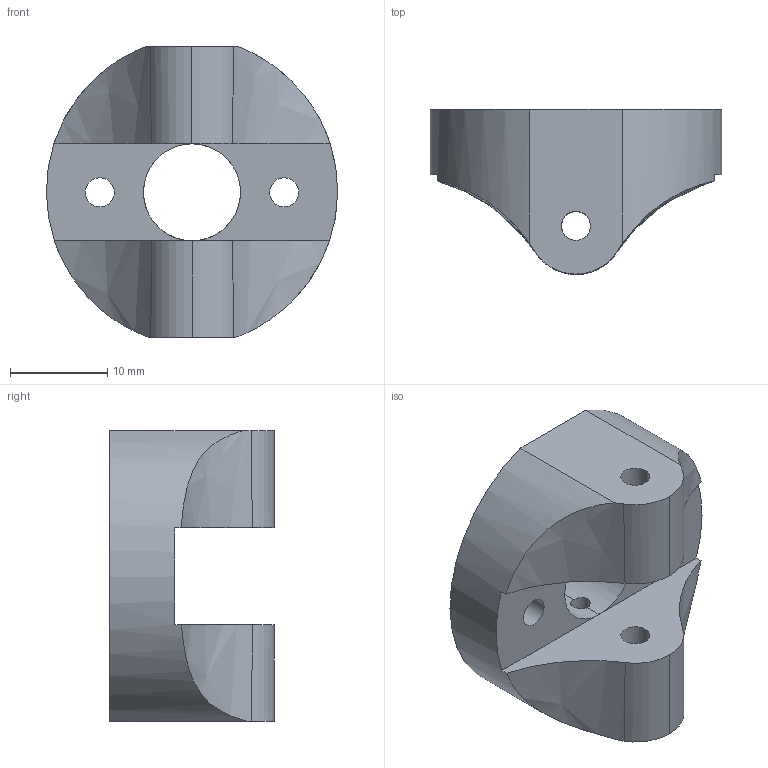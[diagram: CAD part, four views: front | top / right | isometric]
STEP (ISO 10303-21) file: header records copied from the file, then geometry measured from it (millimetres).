
FILE_DESCRIPTION(/* description */ (''),/* implementation_level */ '2;1');
FILE_NAME(/* name */ 'tilt_top_ipt_dc02ab29.STEP',/* time_stamp */ '2021-01-13T01:28:06+03:00',/* author */ ('HP'),/* organization */ (''),/* preprocessor_version */ 'ST-DEVELOPER v18.1',/* originating_system */ 'Autodesk Inventor 2021',/* authorisation */ '');
FILE_SCHEMA (('AUTOMOTIVE_DESIGN { 1 0 10303 214 3 1 1 }'));
Length unit declared in the file: millimetre
Products named in the file (1): tilt_top
Bounding box: 30 x 16.98 x 29.96 mm (x, y, z)
Volume: 6731.6 mm3; surface area: 3292.2 mm2
Topology: 1 solids, 1 shells, 175 faces, 521 edges, 347 vertices
Faces by surface type: plane 133, cylinder 38, bspline 4
Full cylindrical faces by diameter (mm): 2 x1, 3 x4
Entity records: 6208 total; most frequent: CARTESIAN_POINT 1397, ORIENTED_EDGE 1042, DIRECTION 928, EDGE_CURVE 521, LINE 424, VECTOR 424, VERTEX_POINT 347, AXIS2_PLACEMENT_3D 252
